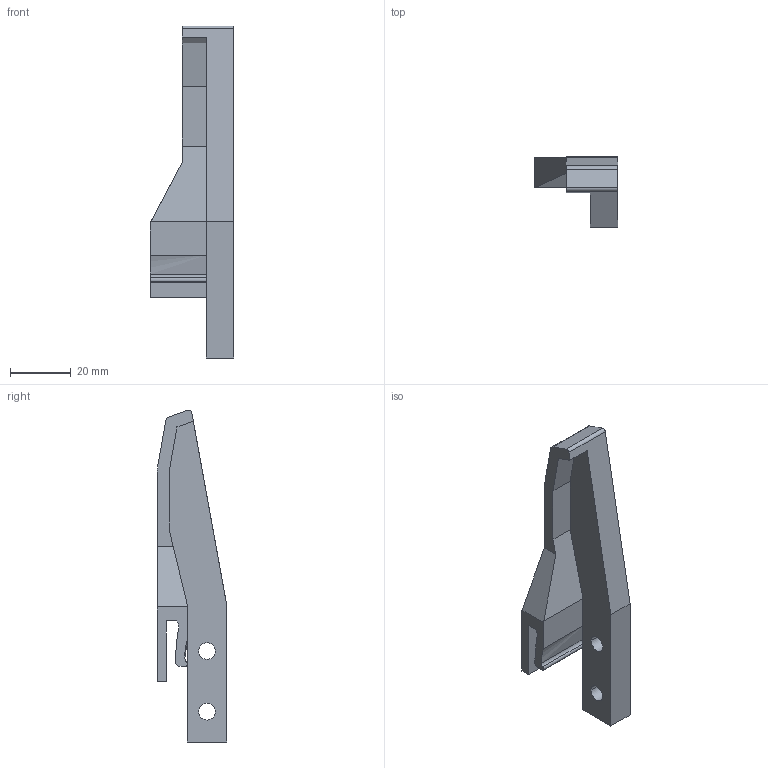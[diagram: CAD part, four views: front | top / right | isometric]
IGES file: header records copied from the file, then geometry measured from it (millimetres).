
Start section:  PTC IGES file: s0551-689501-dx.igs
Global section: file name: s0551-689501-dx.igs; native system: Pro/ENGINEER by Parametric Technology Corporation; preprocessor: 2006200; author: Andrea.Castagnoli; organization: Unknown; date: 20070706.151002; units: millimetre
Bounding box: 27.5 x 23 x 109.65 mm (x, y, z)
Volume: 22376.6 mm3; surface area: 9605.3 mm2
Topology: 1 solids, 1 shells, 35 faces, 98 edges, 65 vertices
Faces by surface type: bspline 21, revolution 14
